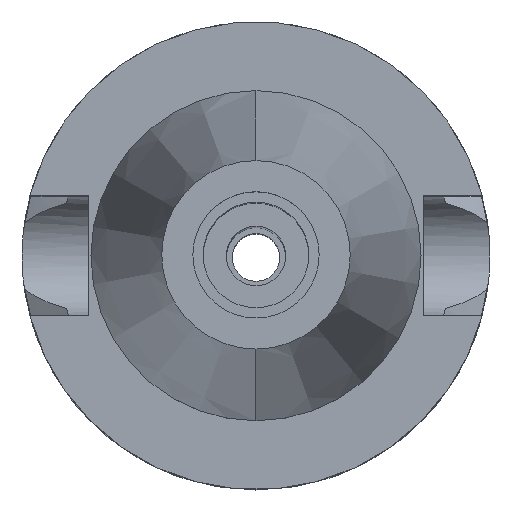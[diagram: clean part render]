
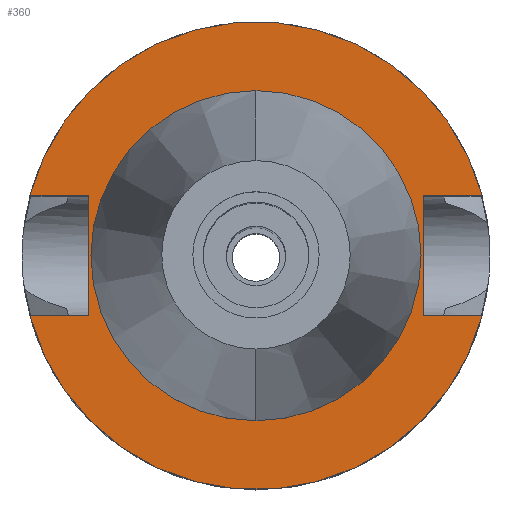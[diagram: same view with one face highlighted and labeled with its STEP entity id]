
A CAD part, top view. The second image highlights one B-rep face of the part: STEP entity #360.
In plain terms, the highlighted planar face has unit normal (0, 0, 1).
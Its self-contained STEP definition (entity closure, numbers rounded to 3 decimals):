
#17 = DIRECTION ( 'NONE',  ( 1., 0., 0. ) ) ;
#120 = VERTEX_POINT ( 'NONE', #1189 ) ;
#169 = ORIENTED_EDGE ( 'NONE', *, *, #2482, .F. ) ;
#202 = FACE_BOUND ( 'NONE', #2092, .T. ) ;
#218 = CARTESIAN_POINT ( 'NONE',  ( -22.5, 8.05, -2. ) ) ;
#286 = AXIS2_PLACEMENT_3D ( 'NONE', #1731, #632, #338 ) ;
#338 = DIRECTION ( 'NONE',  ( 0., 1., 0. ) ) ;
#344 = EDGE_CURVE ( 'NONE', #775, #1131, #738, .T. ) ;
#360 = ADVANCED_FACE ( 'NONE', ( #2142, #202 ), #1322, .F. ) ;
#433 = AXIS2_PLACEMENT_3D ( 'NONE', #3119, #2026, #2599 ) ;
#535 = CIRCLE ( 'NONE', #286, 31.5 ) ;
#567 = ORIENTED_EDGE ( 'NONE', *, *, #1335, .F. ) ;
#605 = LINE ( 'NONE', #1779, #3298 ) ;
#616 = EDGE_CURVE ( 'NONE', #787, #120, #605, .T. ) ;
#632 = DIRECTION ( 'NONE',  ( 0., 0., -1. ) ) ;
#654 = CIRCLE ( 'NONE', #433, 22.225 ) ;
#675 = EDGE_CURVE ( 'NONE', #1971, #1554, #654, .T. ) ;
#704 = DIRECTION ( 'NONE',  ( 0., -1., 0. ) ) ;
#738 = LINE ( 'NONE', #1271, #3465 ) ;
#775 = VERTEX_POINT ( 'NONE', #1579 ) ;
#787 = VERTEX_POINT ( 'NONE', #1243 ) ;
#855 = CARTESIAN_POINT ( 'NONE',  ( -22.5, -8.05, -2. ) ) ;
#865 = VECTOR ( 'NONE', #1218, 1000. ) ;
#891 = CARTESIAN_POINT ( 'NONE',  ( -22.5, -8.05, -2. ) ) ;
#1055 = EDGE_CURVE ( 'NONE', #2182, #2742, #1735, .T. ) ;
#1131 = VERTEX_POINT ( 'NONE', #2271 ) ;
#1158 = VECTOR ( 'NONE', #1846, 1000. ) ;
#1189 = CARTESIAN_POINT ( 'NONE',  ( 30.454, 8.05, -2. ) ) ;
#1218 = DIRECTION ( 'NONE',  ( 0., 1., 0. ) ) ;
#1243 = CARTESIAN_POINT ( 'NONE',  ( 22.5, 8.05, -2. ) ) ;
#1255 = DIRECTION ( 'NONE',  ( 0., 0., -1. ) ) ;
#1271 = CARTESIAN_POINT ( 'NONE',  ( 22.5, -8.05, -2. ) ) ;
#1322 = PLANE ( 'NONE',  #2521 ) ;
#1335 = EDGE_CURVE ( 'NONE', #1554, #1971, #2866, .T. ) ;
#1420 = ORIENTED_EDGE ( 'NONE', *, *, #344, .F. ) ;
#1510 = CARTESIAN_POINT ( 'NONE',  ( -22.5, 8.05, -2. ) ) ;
#1539 = DIRECTION ( 'NONE',  ( 0., 0., 1. ) ) ;
#1553 = DIRECTION ( 'NONE',  ( 0., -1., 0. ) ) ;
#1554 = VERTEX_POINT ( 'NONE', #3127 ) ;
#1574 = CARTESIAN_POINT ( 'NONE',  ( 0., 0., -2. ) ) ;
#1579 = CARTESIAN_POINT ( 'NONE',  ( 22.5, -8.05, -2. ) ) ;
#1604 = DIRECTION ( 'NONE',  ( 0., -1., 0. ) ) ;
#1613 = EDGE_CURVE ( 'NONE', #3590, #120, #535, .T. ) ;
#1711 = ORIENTED_EDGE ( 'NONE', *, *, #1055, .F. ) ;
#1726 = EDGE_CURVE ( 'NONE', #1131, #2165, #2811, .T. ) ;
#1731 = CARTESIAN_POINT ( 'NONE',  ( 0., 0., -2. ) ) ;
#1735 = LINE ( 'NONE', #855, #865 ) ;
#1762 = ORIENTED_EDGE ( 'NONE', *, *, #616, .T. ) ;
#1779 = CARTESIAN_POINT ( 'NONE',  ( 22.5, 8.05, -2. ) ) ;
#1825 = EDGE_CURVE ( 'NONE', #2742, #3590, #2095, .T. ) ;
#1846 = DIRECTION ( 'NONE',  ( -1., 0., 0. ) ) ;
#1921 = AXIS2_PLACEMENT_3D ( 'NONE', #1574, #1539, #2098 ) ;
#1923 = LINE ( 'NONE', #3600, #2705 ) ;
#1971 = VERTEX_POINT ( 'NONE', #2463 ) ;
#2026 = DIRECTION ( 'NONE',  ( 0., 0., 1. ) ) ;
#2092 = EDGE_LOOP ( 'NONE', ( #2479, #567 ) ) ;
#2095 = LINE ( 'NONE', #1510, #1158 ) ;
#2098 = DIRECTION ( 'NONE',  ( 0., -1., 0. ) ) ;
#2109 = DIRECTION ( 'NONE',  ( 1., 0., 0. ) ) ;
#2142 = FACE_OUTER_BOUND ( 'NONE', #3486, .T. ) ;
#2158 = DIRECTION ( 'NONE',  ( 0., 0., -1. ) ) ;
#2165 = VERTEX_POINT ( 'NONE', #3469 ) ;
#2182 = VERTEX_POINT ( 'NONE', #891 ) ;
#2184 = CARTESIAN_POINT ( 'NONE',  ( -30.454, 8.05, -2. ) ) ;
#2195 = ORIENTED_EDGE ( 'NONE', *, *, #2729, .T. ) ;
#2271 = CARTESIAN_POINT ( 'NONE',  ( 30.454, -8.05, -2. ) ) ;
#2463 = CARTESIAN_POINT ( 'NONE',  ( 0., 22.225, -2. ) ) ;
#2479 = ORIENTED_EDGE ( 'NONE', *, *, #675, .F. ) ;
#2482 = EDGE_CURVE ( 'NONE', #787, #775, #3243, .T. ) ;
#2521 = AXIS2_PLACEMENT_3D ( 'NONE', #3002, #2158, #1604 ) ;
#2599 = DIRECTION ( 'NONE',  ( 0., 1., 0. ) ) ;
#2705 = VECTOR ( 'NONE', #3276, 1000. ) ;
#2729 = EDGE_CURVE ( 'NONE', #2182, #2165, #1923, .T. ) ;
#2742 = VERTEX_POINT ( 'NONE', #218 ) ;
#2811 = CIRCLE ( 'NONE', #3098, 31.5 ) ;
#2814 = ORIENTED_EDGE ( 'NONE', *, *, #1825, .F. ) ;
#2833 = ORIENTED_EDGE ( 'NONE', *, *, #1726, .F. ) ;
#2866 = CIRCLE ( 'NONE', #1921, 22.225 ) ;
#2882 = ORIENTED_EDGE ( 'NONE', *, *, #1613, .F. ) ;
#3002 = CARTESIAN_POINT ( 'NONE',  ( 0., 0., -2. ) ) ;
#3098 = AXIS2_PLACEMENT_3D ( 'NONE', #3184, #1255, #1553 ) ;
#3119 = CARTESIAN_POINT ( 'NONE',  ( 0., 0., -2. ) ) ;
#3127 = CARTESIAN_POINT ( 'NONE',  ( 0., -22.225, -2. ) ) ;
#3162 = VECTOR ( 'NONE', #704, 1000. ) ;
#3184 = CARTESIAN_POINT ( 'NONE',  ( 0., 0., -2. ) ) ;
#3222 = CARTESIAN_POINT ( 'NONE',  ( 22.5, 8.05, -2. ) ) ;
#3243 = LINE ( 'NONE', #3222, #3162 ) ;
#3276 = DIRECTION ( 'NONE',  ( -1., 0., 0. ) ) ;
#3298 = VECTOR ( 'NONE', #17, 1000. ) ;
#3465 = VECTOR ( 'NONE', #2109, 1000. ) ;
#3469 = CARTESIAN_POINT ( 'NONE',  ( -30.454, -8.05, -2. ) ) ;
#3486 = EDGE_LOOP ( 'NONE', ( #2195, #2833, #1420, #169, #1762, #2882, #2814, #1711 ) ) ;
#3590 = VERTEX_POINT ( 'NONE', #2184 ) ;
#3600 = CARTESIAN_POINT ( 'NONE',  ( -22.5, -8.05, -2. ) ) ;
